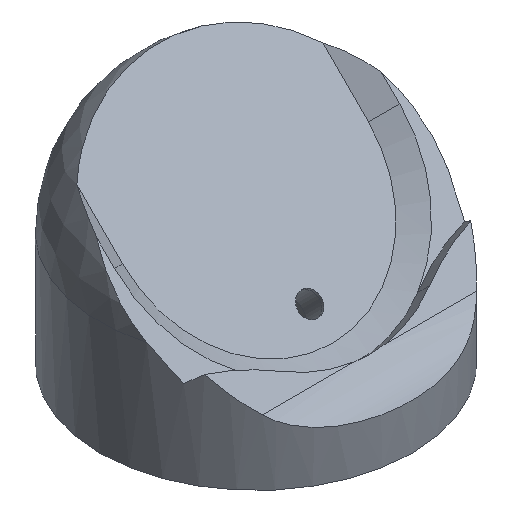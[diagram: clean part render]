
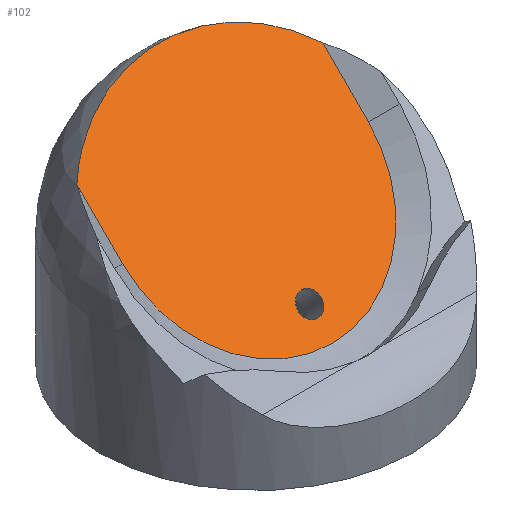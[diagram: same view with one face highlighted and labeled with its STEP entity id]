
A CAD part, isometric view. The second image highlights one B-rep face of the part: STEP entity #102.
In plain terms, the highlighted planar face has unit normal (0, -0.707, 0.707).
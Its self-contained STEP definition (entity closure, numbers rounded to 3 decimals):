
#102=ADVANCED_FACE('',(#475,#477),#479,.T.);
#475=FACE_BOUND('',#476,.T.);
#476=EDGE_LOOP('',(#740,#741,#742,#743));
#477=FACE_BOUND('',#478,.T.);
#478=EDGE_LOOP('',(#744));
#479=PLANE('',#480);
#480=AXIS2_PLACEMENT_3D('',#481,#482,#483);
#481=CARTESIAN_POINT('',(0.,-11.578,11.578));
#482=DIRECTION('',(0.,-0.707,0.707));
#483=DIRECTION('',(0.,-0.707,-0.707));
#740=ORIENTED_EDGE('',*,*,#873,.T.);
#741=ORIENTED_EDGE('',*,*,#876,.T.);
#742=ORIENTED_EDGE('',*,*,#877,.T.);
#743=ORIENTED_EDGE('',*,*,#866,.F.);
#744=ORIENTED_EDGE('',*,*,#871,.T.);
#866=EDGE_CURVE('',#1076,#1078,#1079,.F.);
#871=EDGE_CURVE('',#1086,#1086,#1087,.F.);
#873=EDGE_CURVE('',#1076,#1089,#1090,.T.);
#876=EDGE_CURVE('',#1089,#1092,#1094,.T.);
#877=EDGE_CURVE('',#1092,#1078,#1095,.T.);
#1076=VERTEX_POINT('',#1982);
#1078=VERTEX_POINT('',#2002);
#1079=B_SPLINE_CURVE_WITH_KNOTS('',3,
(#2003,#2004,#2005,#2006,#2007,#2008,#2009,#2010,#2011,#2012,#2013,#2014,#2015,#2016,
#2017,#2018,#2019,#2020,#2021,#2022,#2023,#2024,#2025,#2026,#2027,#2028,#2029,#2030,
#2031,#2032,#2033,#2034,#2035,#2036,#2037,#2038,#2039,#2040,#2041,#2042,#2043,#2044,
#2045,#2046,#2047,#2048,#2049,#2050,#2051,#2052,#2053,#2054,#2055,#2056,#2057,#2058,
#2059,#2060,#2061,#2062,#2063,#2064,#2065,#2066,#2067,#2068,#2069),
.UNSPECIFIED.,.F.,.F.,
(4,1,1,1,1,1,1,1,1,1,1,1,1,1,1,1,1,1,1,1,1,1,1,1,1,1,1,1,1,1,1,1,1,1,1,1,1,1,1,1,
1,1,1,1,1,1,1,1,1,1,1,1,1,1,1,1,1,1,1,1,1,1,1,1,4),
(0.,0.012,0.024,0.036,0.048,0.06,
0.073,0.085,0.097,0.11,0.124,
0.139,0.165,0.202,0.251,0.301,
0.339,0.366,0.382,0.397,0.411,
0.424,0.438,0.451,0.464,0.477,
0.49,0.5,0.503,0.516,0.529,
0.542,0.555,0.567,0.58,0.592,
0.605,0.617,0.629,0.641,0.653,
0.665,0.677,0.692,0.707,0.722,
0.734,0.745,0.756,0.767,0.785,
0.81,0.836,0.857,0.872,0.886,
0.898,0.911,0.924,0.936,0.949,
0.962,0.974,0.987,1.),
.UNSPECIFIED.);
#1086=VERTEX_POINT('',#2170);
#1087=CIRCLE('',#2171,2.05);
#1089=VERTEX_POINT('',#2179);
#1090=LINE('',#2180,#2181);
#1092=VERTEX_POINT('',#2186);
#1094=CIRCLE('',#2190,21.65);
#1095=LINE('',#2194,#2195);
#1982=CARTESIAN_POINT('',(-21.65,9.913,33.069));
#2002=CARTESIAN_POINT('',(21.65,9.913,33.069));
#2003=CARTESIAN_POINT('',(21.65,9.913,33.069));
#2004=CARTESIAN_POINT('',(21.526,10.023,33.179));
#2005=CARTESIAN_POINT('',(21.275,10.239,33.395));
#2006=CARTESIAN_POINT('',(20.888,10.559,33.715));
#2007=CARTESIAN_POINT('',(20.489,10.873,34.029));
#2008=CARTESIAN_POINT('',(20.078,11.182,34.338));
#2009=CARTESIAN_POINT('',(19.656,11.486,34.643));
#2010=CARTESIAN_POINT('',(19.221,11.785,34.941));
#2011=CARTESIAN_POINT('',(18.774,12.079,35.235));
#2012=CARTESIAN_POINT('',(18.316,12.367,35.523));
#2013=CARTESIAN_POINT('',(17.827,12.66,35.816));
#2014=CARTESIAN_POINT('',(17.289,12.966,36.123));
#2015=CARTESIAN_POINT('',(16.567,13.356,36.512));
#2016=CARTESIAN_POINT('',(15.51,13.882,37.038));
#2017=CARTESIAN_POINT('',(13.94,14.572,37.728));
#2018=CARTESIAN_POINT('',(11.944,15.303,38.46));
#2019=CARTESIAN_POINT('',(9.847,15.912,39.068));
#2020=CARTESIAN_POINT('',(8.042,16.322,39.478));
#2021=CARTESIAN_POINT('',(6.739,16.561,39.718));
#2022=CARTESIAN_POINT('',(5.802,16.707,39.863));
#2023=CARTESIAN_POINT('',(5.076,16.806,39.962));
#2024=CARTESIAN_POINT('',(4.396,16.886,40.042));
#2025=CARTESIAN_POINT('',(3.74,16.952,40.108));
#2026=CARTESIAN_POINT('',(3.084,17.007,40.163));
#2027=CARTESIAN_POINT('',(2.43,17.051,40.207));
#2028=CARTESIAN_POINT('',(1.778,17.085,40.241));
#2029=CARTESIAN_POINT('',(1.128,17.108,40.264));
#2030=CARTESIAN_POINT('',(0.536,17.12,40.276));
#2031=CARTESIAN_POINT('',(0.106,17.122,40.278));
#2032=CARTESIAN_POINT('',(-0.322,17.121,40.278));
#2033=CARTESIAN_POINT('',(-0.802,17.116,40.272));
#2034=CARTESIAN_POINT('',(-1.439,17.098,40.254));
#2035=CARTESIAN_POINT('',(-2.072,17.071,40.227));
#2036=CARTESIAN_POINT('',(-2.698,17.034,40.19));
#2037=CARTESIAN_POINT('',(-3.32,16.988,40.144));
#2038=CARTESIAN_POINT('',(-3.935,16.933,40.089));
#2039=CARTESIAN_POINT('',(-4.543,16.869,40.025));
#2040=CARTESIAN_POINT('',(-5.144,16.796,39.953));
#2041=CARTESIAN_POINT('',(-5.74,16.715,39.871));
#2042=CARTESIAN_POINT('',(-6.328,16.626,39.782));
#2043=CARTESIAN_POINT('',(-6.91,16.529,39.685));
#2044=CARTESIAN_POINT('',(-7.483,16.424,39.58));
#2045=CARTESIAN_POINT('',(-8.048,16.311,39.467));
#2046=CARTESIAN_POINT('',(-8.663,16.179,39.335));
#2047=CARTESIAN_POINT('',(-9.327,16.024,39.18));
#2048=CARTESIAN_POINT('',(-10.038,15.843,38.999));
#2049=CARTESIAN_POINT('',(-10.678,15.665,38.822));
#2050=CARTESIAN_POINT('',(-11.251,15.496,38.652));
#2051=CARTESIAN_POINT('',(-11.761,15.336,38.492));
#2052=CARTESIAN_POINT('',(-12.266,15.169,38.325));
#2053=CARTESIAN_POINT('',(-12.863,14.962,38.118));
#2054=CARTESIAN_POINT('',(-13.647,14.671,37.827));
#2055=CARTESIAN_POINT('',(-14.627,14.272,37.428));
#2056=CARTESIAN_POINT('',(-15.63,13.82,36.976));
#2057=CARTESIAN_POINT('',(-16.473,13.402,36.559));
#2058=CARTESIAN_POINT('',(-17.132,13.052,36.209));
#2059=CARTESIAN_POINT('',(-17.664,12.754,35.91));
#2060=CARTESIAN_POINT('',(-18.156,12.464,35.62));
#2061=CARTESIAN_POINT('',(-18.624,12.175,35.331));
#2062=CARTESIAN_POINT('',(-19.084,11.877,35.033));
#2063=CARTESIAN_POINT('',(-19.536,11.57,34.727));
#2064=CARTESIAN_POINT('',(-19.979,11.255,34.411));
#2065=CARTESIAN_POINT('',(-20.413,10.932,34.088));
#2066=CARTESIAN_POINT('',(-20.837,10.6,33.756));
#2067=CARTESIAN_POINT('',(-21.25,10.261,33.417));
#2068=CARTESIAN_POINT('',(-21.518,10.03,33.186));
#2069=CARTESIAN_POINT('',(-21.65,9.913,33.069));
#2170=CARTESIAN_POINT('',(2.05,-9.449,13.707));
#2171=AXIS2_PLACEMENT_3D('',#2172,#2173,#2174);
#2172=CARTESIAN_POINT('',(0.,-9.449,13.707));
#2173=DIRECTION('',(0.,-0.707,0.707));
#2174=DIRECTION('',(1.,0.,0.));
#2179=CARTESIAN_POINT('',(-21.65,1.864,25.02));
#2180=CARTESIAN_POINT('',(-21.65,9.913,33.069));
#2181=VECTOR('',#2182,1.);
#2182=DIRECTION('',(0.,-0.707,-0.707));
#2186=CARTESIAN_POINT('',(21.65,1.864,25.02));
#2190=AXIS2_PLACEMENT_3D('',#2191,#2192,#2193);
#2191=CARTESIAN_POINT('',(0.,1.864,25.02));
#2192=DIRECTION('',(0.,-0.707,0.707));
#2193=DIRECTION('',(-1.,0.,0.));
#2194=CARTESIAN_POINT('',(21.65,1.864,25.02));
#2195=VECTOR('',#2196,1.);
#2196=DIRECTION('',(0.,0.707,0.707));
